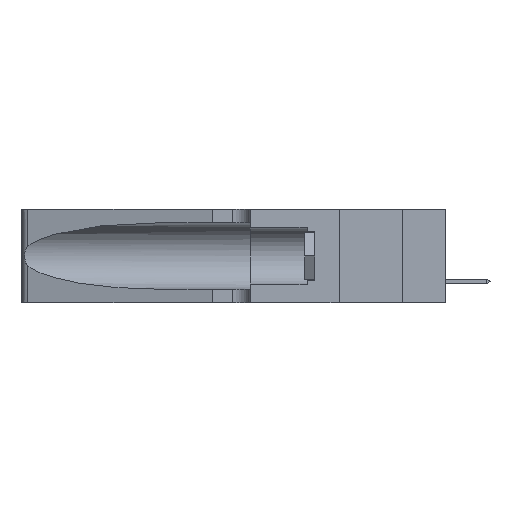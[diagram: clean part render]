
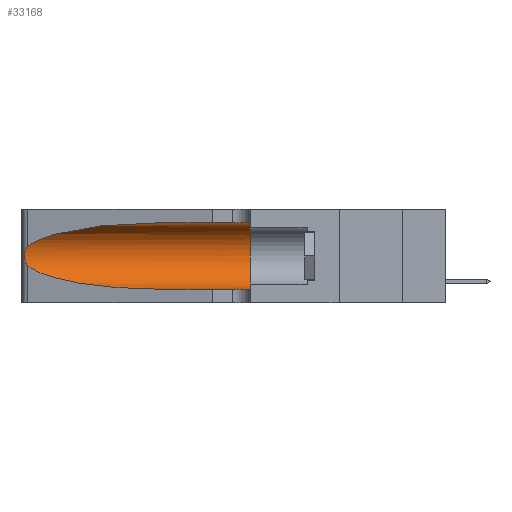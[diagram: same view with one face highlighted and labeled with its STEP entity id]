
A CAD part, left-side view. The second image highlights one B-rep face of the part: STEP entity #33168.
In plain terms, the highlighted cylindrical face has radius 3.308 mm (diameter 6.617 mm), a partial arc.
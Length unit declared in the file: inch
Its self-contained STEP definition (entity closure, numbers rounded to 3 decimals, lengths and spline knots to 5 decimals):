
#1008 = VERTEX_POINT ( 'NONE', #29019 ) ;
#1048 = ORIENTED_EDGE ( 'NONE', *, *, #43889, .T. ) ;
#1119 = LINE ( 'NONE', #40602, #19635 ) ;
#1139 = CARTESIAN_POINT ( 'NONE',  ( 0.25555, 1.22993, 0.14849 ) ) ;
#1318 = CARTESIAN_POINT ( 'NONE',  ( 0.25789, 1.23486, 0.15765 ) ) ;
#2418 = CARTESIAN_POINT ( 'NONE',  ( 0.1305, 1.61858, 0.31525 ) ) ;
#4903 = CARTESIAN_POINT ( 'NONE',  ( 0.26017, 1.23833, 0.17102 ) ) ;
#5516 =( BOUNDED_CURVE ( )  B_SPLINE_CURVE ( 3, ( #33196, #40712, #19286, #18805 ),
 .UNSPECIFIED., .F., .F. ) 
 B_SPLINE_CURVE_WITH_KNOTS ( ( 4, 4 ),
 ( 1.5708, 2.84003 ),
 .UNSPECIFIED. ) 
 CURVE ( )  GEOMETRIC_REPRESENTATION_ITEM ( )  RATIONAL_B_SPLINE_CURVE ( ( 1., 0.87, 0.87, 1. ) ) 
 REPRESENTATION_ITEM ( '' )  );
#5843 = CARTESIAN_POINT ( 'NONE',  ( 0.1305, 0.35, 0.31525 ) ) ;
#6061 = EDGE_LOOP ( 'NONE', ( #19768, #1048, #25025, #43268, #7812, #23769 ) ) ;
#7812 = ORIENTED_EDGE ( 'NONE', *, *, #37907, .F. ) ;
#8672 = CARTESIAN_POINT ( 'NONE',  ( 0.25639, 1.23184, 0.21858 ) ) ;
#8836 = CARTESIAN_POINT ( 'NONE',  ( 0.25787, 1.23484, 0.2124 ) ) ;
#9205 = CIRCLE ( 'NONE', #9665, 0.13025 ) ;
#9223 = EDGE_CURVE ( 'NONE', #1008, #19282, #32494, .T. ) ;
#9411 = DIRECTION ( 'NONE',  ( 0., 0., -1. ) ) ;
#9665 = AXIS2_PLACEMENT_3D ( 'NONE', #25635, #25190, #43370 ) ;
#10417 = CARTESIAN_POINT ( 'NONE',  ( 0.1305, 1.61858, 0.185 ) ) ;
#11845 = CARTESIAN_POINT ( 'NONE',  ( 0.1305, 0.72297, 0.05475 ) ) ;
#11965 = CARTESIAN_POINT ( 'NONE',  ( 0.26075, 1.23896, 0.178 ) ) ;
#12115 = CARTESIAN_POINT ( 'NONE',  ( 0.26075, 1.23896, 0.19203 ) ) ;
#12272 = VERTEX_POINT ( 'NONE', #18404 ) ;
#13812 = CARTESIAN_POINT ( 'NONE',  ( 0.25487, 1.22718, 0.14631 ) ) ;
#14156 = DIRECTION ( 'NONE',  ( 0., -1., 0. ) ) ;
#16047 = DIRECTION ( 'NONE',  ( 0., -1., 0. ) ) ;
#18404 = CARTESIAN_POINT ( 'NONE',  ( 0.25487, 1.22718, 0.22369 ) ) ;
#18434 = AXIS2_PLACEMENT_3D ( 'NONE', #10417, #14156, #9411 ) ;
#18805 = CARTESIAN_POINT ( 'NONE',  ( 0.25487, 1.22718, 0.22369 ) ) ;
#19002 = CARTESIAN_POINT ( 'NONE',  ( 0.25555, 1.22994, 0.2215 ) ) ;
#19282 = VERTEX_POINT ( 'NONE', #11845 ) ;
#19286 = CARTESIAN_POINT ( 'NONE',  ( 0.2373, 1.15595, 0.28018 ) ) ;
#19635 = VECTOR ( 'NONE', #16047, 39.37008 ) ;
#19768 = ORIENTED_EDGE ( 'NONE', *, *, #35682, .T. ) ;
#21038 = CARTESIAN_POINT ( 'NONE',  ( 0.2373, 1.15595, 0.08982 ) ) ;
#22612 = CARTESIAN_POINT ( 'NONE',  ( 0.25639, 1.23186, 0.15144 ) ) ;
#22774 = CARTESIAN_POINT ( 'NONE',  ( 0.25487, 1.22718, 0.22369 ) ) ;
#23769 = ORIENTED_EDGE ( 'NONE', *, *, #26846, .F. ) ;
#23794 = CARTESIAN_POINT ( 'NONE',  ( 0.1305, 0.72297, 0.05475 ) ) ;
#25025 = ORIENTED_EDGE ( 'NONE', *, *, #9223, .T. ) ;
#25190 = DIRECTION ( 'NONE',  ( 0., 1., 0. ) ) ;
#25396 = VERTEX_POINT ( 'NONE', #5843 ) ;
#25635 = CARTESIAN_POINT ( 'NONE',  ( 0.1305, 0.35, 0.185 ) ) ;
#25936 = CARTESIAN_POINT ( 'NONE',  ( 0.1305, 0.72297, 0.31525 ) ) ;
#26365 = CARTESIAN_POINT ( 'NONE',  ( 0.25487, 1.22718, 0.14631 ) ) ;
#26527 = CARTESIAN_POINT ( 'NONE',  ( 0.1305, 0.35, 0.05475 ) ) ;
#26689 = CARTESIAN_POINT ( 'NONE',  ( 0.25854, 1.2359, 0.20912 ) ) ;
#26846 = EDGE_CURVE ( 'NONE', #40109, #25396, #39838, .T. ) ;
#29019 = CARTESIAN_POINT ( 'NONE',  ( 0.25487, 1.22718, 0.14631 ) ) ;
#30228 = FACE_OUTER_BOUND ( 'NONE', #6061, .T. ) ;
#30757 = DIRECTION ( 'NONE',  ( 0., -1., 0. ) ) ;
#32494 =( BOUNDED_CURVE ( )  B_SPLINE_CURVE ( 3, ( #13812, #21038, #43356, #23794 ),
 .UNSPECIFIED., .F., .T. ) 
 B_SPLINE_CURVE_WITH_KNOTS ( ( 4, 4 ),
 ( 3.44316, 4.71239 ),
 .UNSPECIFIED. ) 
 CURVE ( )  GEOMETRIC_REPRESENTATION_ITEM ( )  RATIONAL_B_SPLINE_CURVE ( ( 1., 0.87, 0.87, 1. ) ) 
 REPRESENTATION_ITEM ( '' )  );
#32806 = EDGE_CURVE ( 'NONE', #19282, #32852, #1119, .T. ) ;
#32852 = VERTEX_POINT ( 'NONE', #26527 ) ;
#33168 = ADVANCED_FACE ( 'NONE', ( #30228 ), #36929, .F. ) ;
#33196 = CARTESIAN_POINT ( 'NONE',  ( 0.1305, 0.72297, 0.31525 ) ) ;
#35682 = EDGE_CURVE ( 'NONE', #40109, #12272, #5516, .T. ) ;
#36929 = CYLINDRICAL_SURFACE ( 'NONE', #18434, 0.13025 ) ;
#37907 = EDGE_CURVE ( 'NONE', #25396, #32852, #9205, .T. ) ;
#38766 = VECTOR ( 'NONE', #30757, 39.37008 ) ;
#39838 = LINE ( 'NONE', #2418, #38766 ) ;
#40109 = VERTEX_POINT ( 'NONE', #25936 ) ;
#40602 = CARTESIAN_POINT ( 'NONE',  ( 0.1305, 1.61858, 0.05475 ) ) ;
#40603 = CARTESIAN_POINT ( 'NONE',  ( 0.26018, 1.23835, 0.19895 ) ) ;
#40712 = CARTESIAN_POINT ( 'NONE',  ( 0.18966, 0.96281, 0.31525 ) ) ;
#43268 = ORIENTED_EDGE ( 'NONE', *, *, #32806, .T. ) ;
#43356 = CARTESIAN_POINT ( 'NONE',  ( 0.18966, 0.96281, 0.05475 ) ) ;
#43370 = DIRECTION ( 'NONE',  ( 0., 0., 1. ) ) ;
#43889 = EDGE_CURVE ( 'NONE', #12272, #1008, #45723, .T. ) ;
#44686 = CARTESIAN_POINT ( 'NONE',  ( 0.25856, 1.23593, 0.16098 ) ) ;
#45723 = B_SPLINE_CURVE_WITH_KNOTS ( 'NONE', 3,
 ( #22774, #19002, #8672, #8836, #26689, #40603, #12115, #11965, #4903, #44686, #1318, #22612, #1139, #26365 ),
 .UNSPECIFIED., .F., .F.,
 ( 4, 2, 2, 2, 2, 2, 4 ),
 ( 0., 0.00027, 0.00053, 0.00107, 0.0016, 0.00187, 0.00214 ),
 .UNSPECIFIED. ) ;
